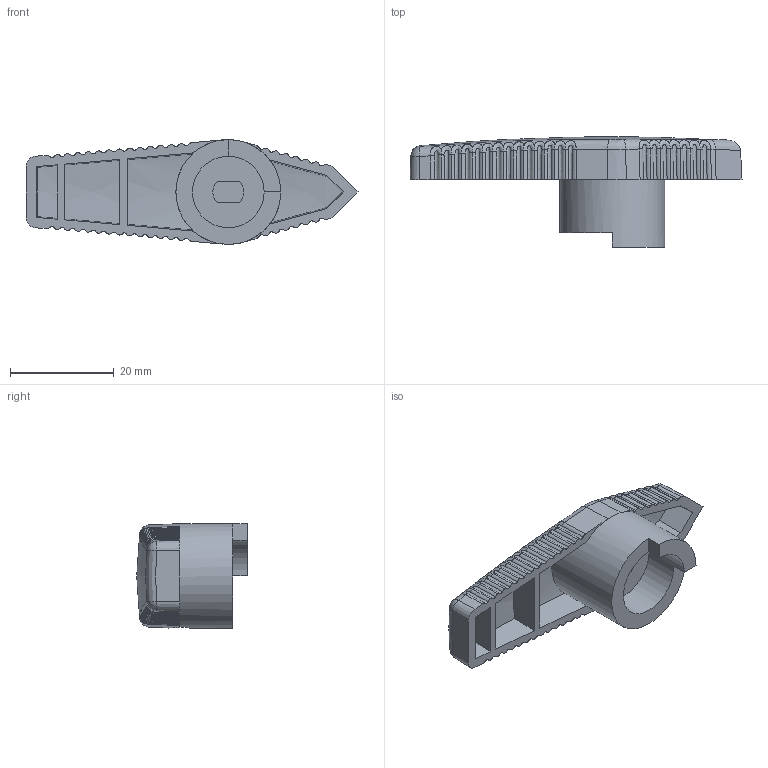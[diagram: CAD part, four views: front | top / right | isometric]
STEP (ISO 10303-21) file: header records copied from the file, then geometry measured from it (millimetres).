
FILE_DESCRIPTION(('FreeCAD Model'),'2;1');
FILE_NAME('Open CASCADE Shape Model','2025-12-09T09:50:54',('Author'),( ''),'Open CASCADE STEP processor 7.8','FreeCAD','Unknown');
FILE_SCHEMA(('AUTOMOTIVE_DESIGN { 1 0 10303 214 1 1 1 1 }'));
Length unit declared in the file: millimetre
Products named in the file (1): 1
Bounding box: 64 x 21.3 x 20.2 mm (x, y, z)
Volume: 7055.8 mm3; surface area: 5176.4 mm2
Topology: 1 solids, 1 shells, 229 faces, 632 edges, 405 vertices
Faces by surface type: bspline 100, cylinder 89, plane 36, cone 4
Full cylindrical faces by diameter (mm): 4.2 x1, 13.8 x1, 20.2 x1
Entity records: 12875 total; most frequent: CARTESIAN_POINT 7633, ORIENTED_EDGE 1260, DIRECTION 920, EDGE_CURVE 630, VERTEX_POINT 405, AXIS2_PLACEMENT_3D 360, FACE_BOUND 233, EDGE_LOOP 233
